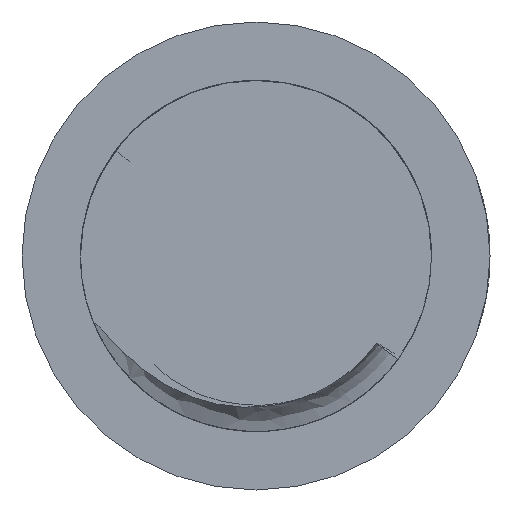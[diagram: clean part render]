
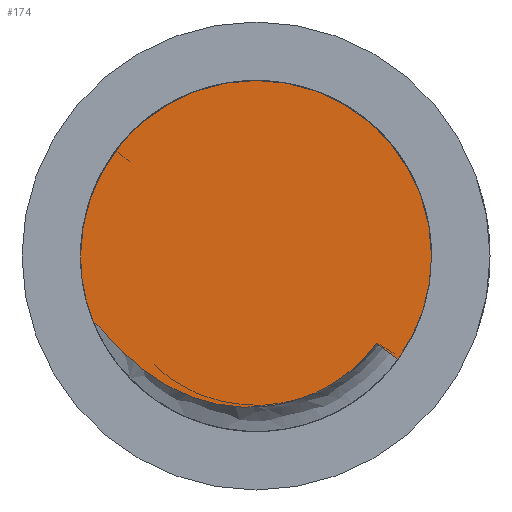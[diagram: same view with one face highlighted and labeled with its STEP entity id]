
A CAD part, front view. The second image highlights one B-rep face of the part: STEP entity #174.
In plain terms, the highlighted planar face has unit normal (0, -1, 0).
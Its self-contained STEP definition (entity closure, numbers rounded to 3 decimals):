
#94=CARTESIAN_POINT('Axis2P3D Location',(0.,-540.,0.)) ;
#99=CARTESIAN_POINT('Axis2P3D Location',(0.,-540.,0.)) ;
#103=CARTESIAN_POINT('Vertex',(12.135,-540.,-8.817)) ;
#105=CARTESIAN_POINT('Vertex',(15.,-540.,0.)) ;
#108=CARTESIAN_POINT('Axis2P3D Location',(0.,-540.,0.)) ;
#112=CARTESIAN_POINT('Vertex',(-15.,-540.,0.)) ;
#115=CARTESIAN_POINT('Axis2P3D Location',(0.,-540.,0.)) ;
#119=CARTESIAN_POINT('Vertex',(-13.879,-540.,-5.689)) ;
#123=CARTESIAN_POINT('Control Point',(-13.879,-540.,-5.689)) ;
#124=CARTESIAN_POINT('Control Point',(-13.863,-540.,-5.697)) ;
#125=CARTESIAN_POINT('Control Point',(-13.848,-540.,-5.706)) ;
#126=CARTESIAN_POINT('Control Point',(-13.832,-540.,-5.715)) ;
#127=CARTESIAN_POINT('Control Point',(-13.76,-540.,-5.758)) ;
#128=CARTESIAN_POINT('Control Point',(-13.69,-540.,-5.809)) ;
#129=CARTESIAN_POINT('Control Point',(-13.637,-540.,-5.852)) ;
#130=CARTESIAN_POINT('Control Point',(-13.51,-540.,-5.959)) ;
#131=CARTESIAN_POINT('Control Point',(-13.388,-540.,-6.075)) ;
#132=CARTESIAN_POINT('Control Point',(-13.317,-540.,-6.146)) ;
#133=CARTESIAN_POINT('Control Point',(-13.143,-540.,-6.323)) ;
#134=CARTESIAN_POINT('Control Point',(-12.973,-540.,-6.505)) ;
#135=CARTESIAN_POINT('Control Point',(-12.873,-540.,-6.614)) ;
#136=CARTESIAN_POINT('Control Point',(-12.622,-540.,-6.888)) ;
#137=CARTESIAN_POINT('Control Point',(-12.373,-540.,-7.162)) ;
#138=CARTESIAN_POINT('Control Point',(-12.223,-540.,-7.325)) ;
#139=CARTESIAN_POINT('Control Point',(-11.847,-540.,-7.729)) ;
#140=CARTESIAN_POINT('Control Point',(-11.462,-540.,-8.123)) ;
#141=CARTESIAN_POINT('Control Point',(-11.228,-540.,-8.355)) ;
#142=CARTESIAN_POINT('Control Point',(-10.598,-540.,-8.954)) ;
#143=CARTESIAN_POINT('Control Point',(-9.939,-540.,-9.514)) ;
#144=CARTESIAN_POINT('Control Point',(-9.517,-540.,-9.845)) ;
#145=CARTESIAN_POINT('Control Point',(-8.454,-540.,-10.613)) ;
#146=CARTESIAN_POINT('Control Point',(-7.326,-540.,-11.264)) ;
#147=CARTESIAN_POINT('Control Point',(-6.637,-540.,-11.606)) ;
#148=CARTESIAN_POINT('Control Point',(-5.009,-540.,-12.287)) ;
#149=CARTESIAN_POINT('Control Point',(-3.308,-540.,-12.715)) ;
#150=CARTESIAN_POINT('Control Point',(-2.33,-540.,-12.872)) ;
#151=CARTESIAN_POINT('Control Point',(-0.126,-540.,-13.029)) ;
#152=CARTESIAN_POINT('Control Point',(2.058,-540.,-12.753)) ;
#153=CARTESIAN_POINT('Control Point',(3.241,-540.,-12.467)) ;
#154=CARTESIAN_POINT('Control Point',(5.588,-540.,-11.614)) ;
#155=CARTESIAN_POINT('Control Point',(7.675,-540.,-10.255)) ;
#156=CARTESIAN_POINT('Control Point',(8.659,-540.,-9.433)) ;
#157=CARTESIAN_POINT('Control Point',(9.537,-540.,-8.501)) ;
#158=CARTESIAN_POINT('Control Point',(10.295,-540.,-7.48)) ;
#159=CARTESIAN_POINT('Vertex',(10.295,-540.,-7.48)) ;
#162=CARTESIAN_POINT('Line Origine',(11.215,-540.,-8.148)) ;
#95=DIRECTION('Axis2P3D Direction',(0.,-1.,0.)) ;
#96=DIRECTION('Axis2P3D XDirection',(1.,0.,0.)) ;
#100=DIRECTION('Axis2P3D Direction',(0.,-1.,0.)) ;
#109=DIRECTION('Axis2P3D Direction',(0.,-1.,0.)) ;
#116=DIRECTION('Axis2P3D Direction',(0.,-1.,0.)) ;
#163=DIRECTION('Vector Direction',(0.809,0.,-0.588)) ;
#97=AXIS2_PLACEMENT_3D('Plane Axis2P3D',#94,#95,#96) ;
#101=AXIS2_PLACEMENT_3D('Circle Axis2P3D',#99,#100,$) ;
#110=AXIS2_PLACEMENT_3D('Circle Axis2P3D',#108,#109,$) ;
#117=AXIS2_PLACEMENT_3D('Circle Axis2P3D',#115,#116,$) ;
#168=ORIENTED_EDGE('',*,*,#107,.T.) ;
#169=ORIENTED_EDGE('',*,*,#114,.T.) ;
#170=ORIENTED_EDGE('',*,*,#121,.T.) ;
#171=ORIENTED_EDGE('',*,*,#161,.T.) ;
#172=ORIENTED_EDGE('',*,*,#166,.T.) ;
#164=VECTOR('Line Direction',#163,1.) ;
#174=ADVANCED_FACE('PartBody',(#173),#98,.T.) ;
#122=B_SPLINE_CURVE_WITH_KNOTS('',5,(#123,#124,#125,#126,#127,#128,#129,#130,#131,#132,#133,#134,#135,#136,#137,#138,#139,#140,#141,#142,#143,#144,#145,#146,#147,#148,#149,#150,#151,#152,#153,#154,#155,#156,#157,#158),.UNSPECIFIED.,.F.,.U.,(6,3,3,3,3,3,3,3,3,3,3,6),(0.759,0.902,1.427,2.189,3.323,5.021,7.566,11.759,17.85,25.799,35.659,46.096),.UNSPECIFIED.) ;
#102=CIRCLE('generated circle',#101,15.) ;
#111=CIRCLE('generated circle',#110,15.) ;
#118=CIRCLE('generated circle',#117,15.) ;
#107=EDGE_CURVE('',#104,#106,#102,.T.) ;
#114=EDGE_CURVE('',#106,#113,#111,.T.) ;
#121=EDGE_CURVE('',#113,#120,#118,.T.) ;
#161=EDGE_CURVE('',#120,#160,#122,.T.) ;
#166=EDGE_CURVE('',#160,#104,#165,.T.) ;
#167=EDGE_LOOP('',(#168,#169,#170,#171,#172)) ;
#173=FACE_OUTER_BOUND('',#167,.T.) ;
#165=LINE('Line',#162,#164) ;
#98=PLANE('Plane',#97) ;
#104=VERTEX_POINT('',#103) ;
#106=VERTEX_POINT('',#105) ;
#113=VERTEX_POINT('',#112) ;
#120=VERTEX_POINT('',#119) ;
#160=VERTEX_POINT('',#159) ;
